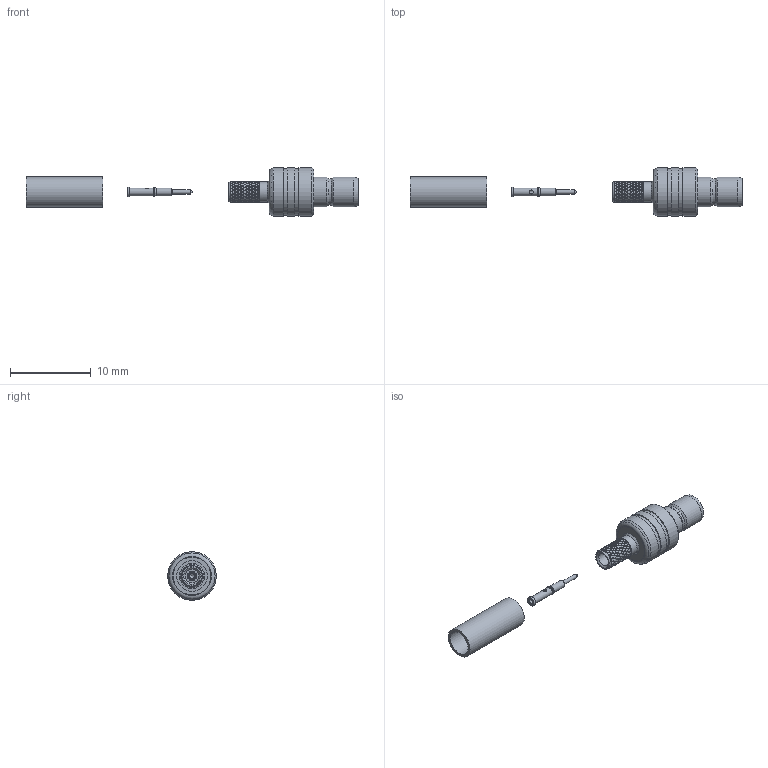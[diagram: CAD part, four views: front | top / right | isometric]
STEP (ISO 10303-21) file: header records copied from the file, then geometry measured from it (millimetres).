
FILE_DESCRIPTION(/* description */ ('Unknown'),/* implementation_level */ '2;1');
FILE_NAME(/* name */ '61626021210320',/* time_stamp */ '2020-01-16T17:29:43+01:00',/* author */ ('Unknown'),/* organization */ ('Unknown'),/* preprocessor_version */ 'ST-DEVELOPER v16.7',/* originating_system */ 'DEX',/* authorisation */ $);
FILE_SCHEMA (('AUTOMOTIVE_DESIGN {1 0 10303 214 3 1 1}'));
Length unit declared in the file: millimetre
Products named in the file (1): 61626021210320
Bounding box: 41.06 x 6 x 6 mm (x, y, z)
Volume: 474.7 mm3; surface area: 1304.7 mm2
Topology: 6 solids, 6 shells, 2472 faces, 5224 edges, 2796 vertices
Faces by surface type: bspline 1600, cylinder 552, plane 284, cone 34, torus 2
Full cylindrical faces by diameter (mm): 0.5 x4, 0.6 x2, 0.94 x6, 1.1 x2, 1.15 x2, 1.7 x2, 2.1 x2, 2.2 x2, 2.5 x2, 2.8 x2, 2.98 x2, 3.1 x2, 3.32 x2, 3.68 x4, 3.8 x2, 4.76 x2, 4.969 x2, 5.7 x4, 6 x6
Entity records: 106488 total; most frequent: CARTESIAN_POINT 55263, ORIENTED_EDGE 10216, EDGE_CURVE 5108, DIRECTION 3054, VERTEX_POINT 2770, FACE_BOUND 2606, EDGE_LOOP 2604, ADVANCED_FACE 2472
